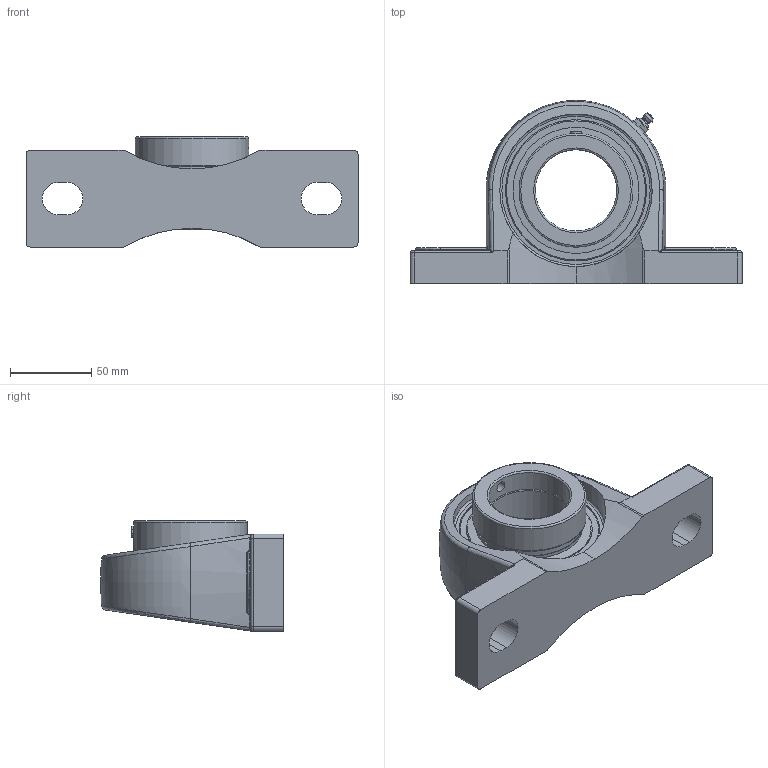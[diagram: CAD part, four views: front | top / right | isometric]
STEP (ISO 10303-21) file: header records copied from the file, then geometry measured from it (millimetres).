
FILE_DESCRIPTION(('HOOPS Exchange Step'),'2;1');
FILE_NAME('export-4E822F07-0EEE-451B-9264-0BBC74171323.stp','2019-12-13T14:14:50-08:00',('ibuslach'),('Alibre'),'HOOPS Exchange 2019.2','Alibre','Unknown authorisation');
FILE_SCHEMA( ('AP242_MANAGED_MODEL_BASED_3D_ENGINEERING_MIM_LF {1 0 10303 442 1 1 4 }') );
Length unit declared in the file: centimetre
Products named in the file (8): MRN SP 210; UCP ZERK 8mm; SNC 210 COLLAR; SNC 210 RACES; SNC 210 SHIELD; SNC 207 SS; MRN SNC 210; MRN SNCP 210
Assembly tree (8 placements, depth 3):
  MRN SNCP 210
    MRN SP 210
    UCP ZERK 8mm
    MRN SNC 210
      SNC 210 COLLAR
      SNC 210 RACES
      SNC 210 SHIELD  x2
      SNC 207 SS
Bounding box: 204 x 112.5 x 67.64 mm (x, y, z)
Volume: 421850.1 mm3; surface area: 110752.3 mm2
Topology: 8 solids, 8 shells, 230 faces, 613 edges, 392 vertices
Faces by surface type: cylinder 72, plane 66, torus 31, cone 30, bspline 22, sphere 9
Full cylindrical faces by diameter (mm): 2.259 x2, 6.782 x3, 8 x2, 50 x2, 59.385 x2, 64.516 x4, 65.278 x2, 69.901 x1, 76.2 x2, 77.47 x2, 93.638 x2
Entity records: 15693 total; most frequent: CARTESIAN_POINT 9993, DIRECTION 1182, ORIENTED_EDGE 1168, EDGE_CURVE 584, AXIS2_PLACEMENT_3D 498, VERTEX_POINT 378, CIRCLE 253, EDGE_LOOP 248
